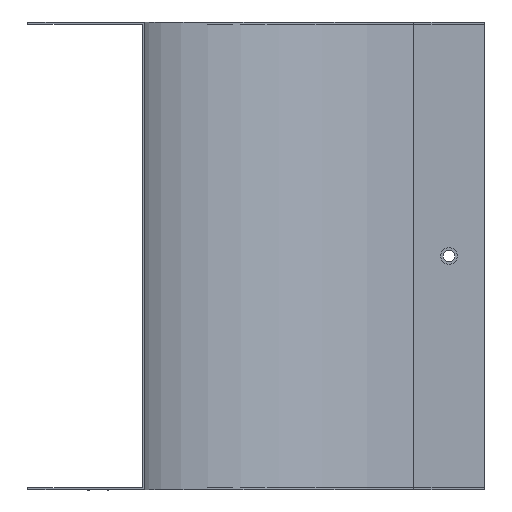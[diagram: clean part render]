
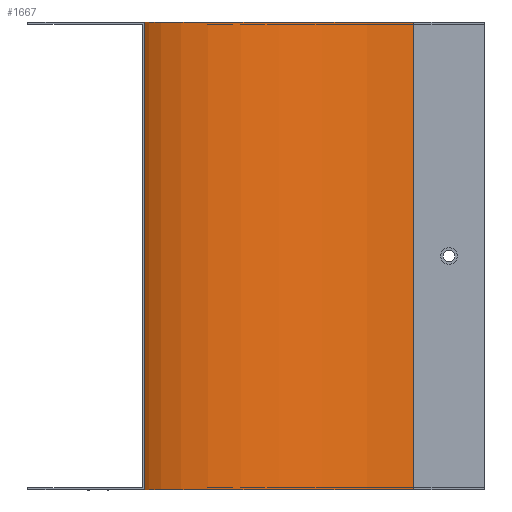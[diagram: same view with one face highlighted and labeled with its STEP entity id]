
A CAD part, left-side view. The second image highlights one B-rep face of the part: STEP entity #1667.
In plain terms, the highlighted cylindrical face has radius 115 mm (diameter 230 mm), a partial arc.
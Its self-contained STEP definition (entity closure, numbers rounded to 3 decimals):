
#38 = CARTESIAN_POINT ( 'NONE',  ( 0., 30., -199. ) ) ;
#40 = CARTESIAN_POINT ( 'NONE',  ( 0., 30., 1. ) ) ;
#382 = EDGE_LOOP ( 'NONE', ( #400, #399, #398, #397 ) ) ;
#397 = ORIENTED_EDGE ( 'NONE', *, *, #648, .F. ) ;
#398 = ORIENTED_EDGE ( 'NONE', *, *, #646, .F. ) ;
#399 = ORIENTED_EDGE ( 'NONE', *, *, #645, .T. ) ;
#400 = ORIENTED_EDGE ( 'NONE', *, *, #539, .T. ) ;
#444 = AXIS2_PLACEMENT_3D ( 'NONE', #1162, #1160, #1158 ) ;
#484 = AXIS2_PLACEMENT_3D ( 'NONE', #1412, #1411, #1410 ) ;
#487 = AXIS2_PLACEMENT_3D ( 'NONE', #1419, #1418, #1417 ) ;
#539 = EDGE_CURVE ( 'NONE', #553, #550, #809, .T. ) ;
#550 = VERTEX_POINT ( 'NONE', #1476 ) ;
#553 = VERTEX_POINT ( 'NONE', #1481 ) ;
#645 = EDGE_CURVE ( 'NONE', #550, #1631, #857, .T. ) ;
#646 = EDGE_CURVE ( 'NONE', #1629, #1631, #859, .T. ) ;
#648 = EDGE_CURVE ( 'NONE', #553, #1629, #862, .T. ) ;
#809 = LINE ( 'NONE', #1501, #811 ) ;
#811 = VECTOR ( 'NONE', #1497, 1000. ) ;
#857 = CIRCLE ( 'NONE', #487, 115. ) ;
#859 = LINE ( 'NONE', #1427, #861 ) ;
#861 = VECTOR ( 'NONE', #1434, 1000. ) ;
#862 = CIRCLE ( 'NONE', #484, 115. ) ;
#947 = FACE_OUTER_BOUND ( 'NONE', #382, .T. ) ;
#953 = CYLINDRICAL_SURFACE ( 'NONE', #444, 115. ) ;
#1158 = DIRECTION ( 'NONE',  ( -1., 0., 0. ) ) ;
#1160 = DIRECTION ( 'NONE',  ( 0., 0., -1. ) ) ;
#1162 = CARTESIAN_POINT ( 'NONE',  ( -115., 30., 1. ) ) ;
#1410 = DIRECTION ( 'NONE',  ( -1., 0., 0. ) ) ;
#1411 = DIRECTION ( 'NONE',  ( 0., 0., -1. ) ) ;
#1412 = CARTESIAN_POINT ( 'NONE',  ( -115., 30., 1. ) ) ;
#1417 = DIRECTION ( 'NONE',  ( -1., 0., 0. ) ) ;
#1418 = DIRECTION ( 'NONE',  ( 0., 0., -1. ) ) ;
#1419 = CARTESIAN_POINT ( 'NONE',  ( -115., 30., -199. ) ) ;
#1427 = CARTESIAN_POINT ( 'NONE',  ( 0., 30., 1. ) ) ;
#1434 = DIRECTION ( 'NONE',  ( 0., 0., -1. ) ) ;
#1476 = CARTESIAN_POINT ( 'NONE',  ( -115., 145., -199. ) ) ;
#1481 = CARTESIAN_POINT ( 'NONE',  ( -115., 145., 1. ) ) ;
#1497 = DIRECTION ( 'NONE',  ( 0., 0., -1. ) ) ;
#1501 = CARTESIAN_POINT ( 'NONE',  ( -115., 145., 1. ) ) ;
#1629 = VERTEX_POINT ( 'NONE', #40 ) ;
#1631 = VERTEX_POINT ( 'NONE', #38 ) ;
#1667 = ADVANCED_FACE ( 'NONE', ( #947 ), #953, .F. ) ;
